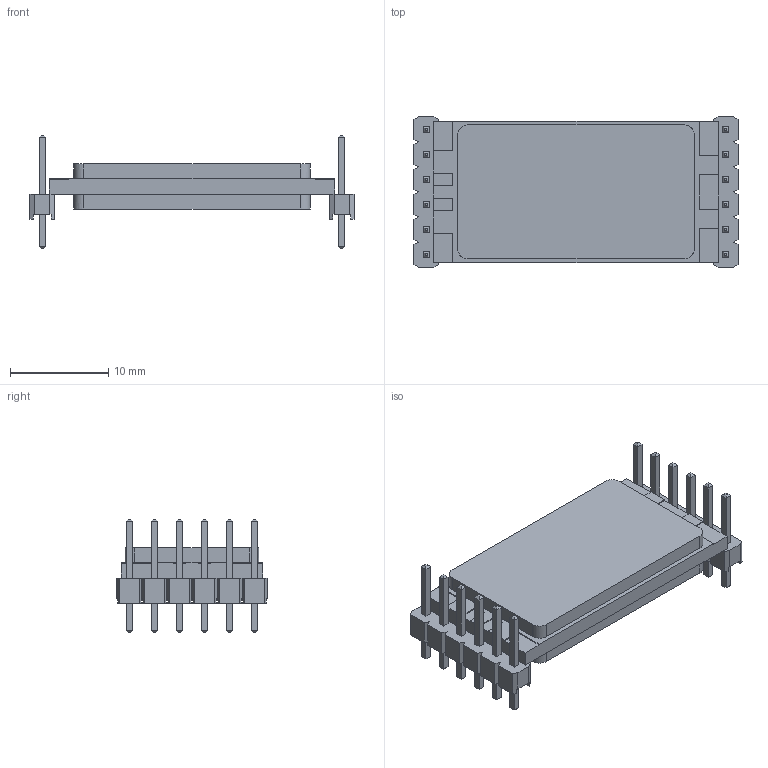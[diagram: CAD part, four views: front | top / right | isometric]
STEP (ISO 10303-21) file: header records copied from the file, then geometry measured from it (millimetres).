
FILE_DESCRIPTION(('CATIA V5 STEP Exchange'),'2;1');
FILE_NAME('ESC_Emax_Bullet_35A.stp','2023-03-01T11:18:57+00:00',('none'),('none'),'CATIA Version 5 Release 17 (IN-10)','CATIA V5 STEP AP214','none');
FILE_SCHEMA(('AUTOMOTIVE_DESIGN { 1 0 10303 214 1 1 1 1 }'));
Length unit declared in the file: millimetre
Products named in the file (8): ESC_Emax_Bullet_35A; CtrlBL_Emax_Bullet_Pro_35A; 6130xx11121; 61300611121; 6130xx11121_PIN; 6130xx11121.1; 61300611121.3; 6130xx11121_PIN.2
Assembly tree (17 placements, depth 3):
  ESC_Emax_Bullet_35A
    CtrlBL_Emax_Bullet_Pro_35A
    6130xx11121
      61300611121
      6130xx11121_PIN  x6
    6130xx11121.1
      61300611121.3
      6130xx11121_PIN.2  x6
Bounding box: 32.94 x 15.24 x 11.54 mm (x, y, z)
Volume: 1848.4 mm3; surface area: 1983.5 mm2
Topology: 15 solids, 15 shells, 392 faces, 984 edges, 624 vertices
Faces by surface type: plane 384, cylinder 8
Entity records: 8556 total; most frequent: CARTESIAN_POINT 1566, ORIENTED_EDGE 1408, DIRECTION 1268, EDGE_CURVE 704, VECTOR 688, LINE 688, VERTEX_POINT 464, AXIS2_PLACEMENT_3D 294
